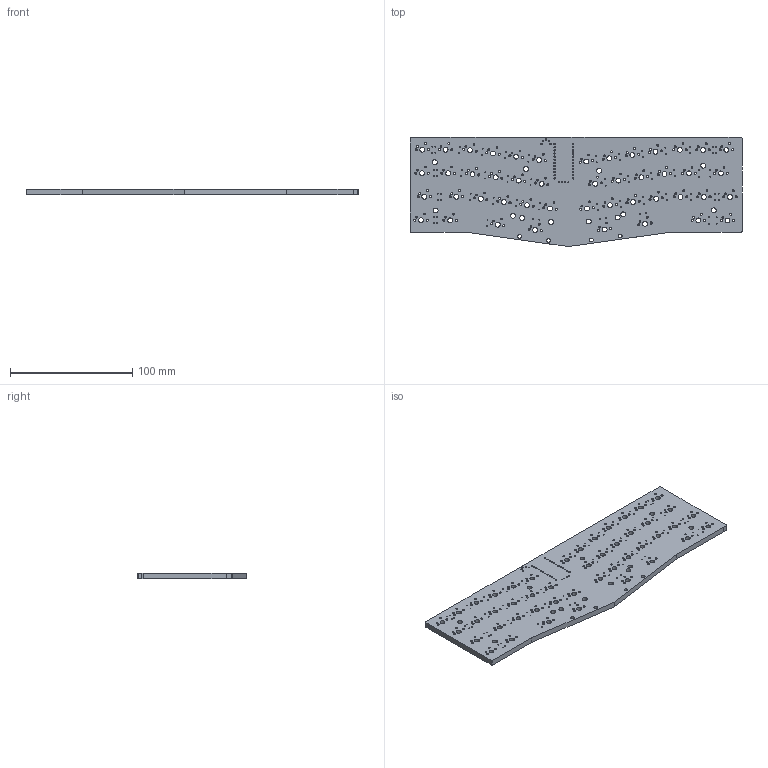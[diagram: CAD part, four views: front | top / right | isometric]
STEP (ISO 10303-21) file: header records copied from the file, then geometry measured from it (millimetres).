
FILE_DESCRIPTION(('KiCad electronic assembly'),'2;1');
FILE_NAME('Sonata.step','2021-03-31T21:27:20',('Pcbnew'),('Kicad'), 'Open CASCADE STEP processor 6.9','KiCad to STEP converter','Unknown' );
FILE_SCHEMA(('AUTOMOTIVE_DESIGN { 1 0 10303 214 1 1 1 1 }'));
Length unit declared in the file: millimetre
Products named in the file (2): Open CASCADE STEP translator 6.9 1; COMPOUND
Assembly tree (1 placements, depth 2):
  Open CASCADE STEP translator 6.9 1
    COMPOUND
Bounding box: 271.5 x 89.24 x 4.69 mm (x, y, z)
Volume: 97646.1 mm3; surface area: 54448.3 mm2
Topology: 1 solids, 1 shells, 409 faces, 1221 edges, 814 vertices
Faces by surface type: cylinder 378, plane 31
Full cylindrical faces by diameter (mm): 0.8 x92, 0.813 x4, 0.99 x2, 1.092 x24, 1.2 x1, 1.3 x2, 1.499 x92, 1.702 x92, 3.048 x4, 3.988 x50, 4 x8
Entity records: 31615 total; most frequent: DIRECTION 5241, CARTESIAN_POINT 4888, ORIENTED_EDGE 2442, PCURVE 2442, DEFINITIONAL_REPRESENTATION 2442, LINE 2151, VECTOR 2151, CIRCLE 1512
